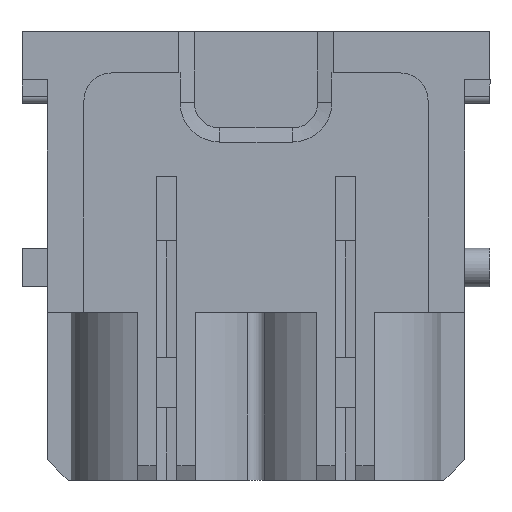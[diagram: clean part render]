
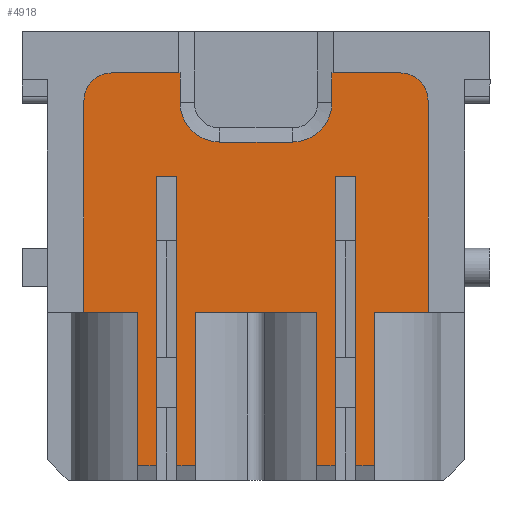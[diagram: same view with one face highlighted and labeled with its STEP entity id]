
A CAD part, left-side view. The second image highlights one B-rep face of the part: STEP entity #4918.
In plain terms, the highlighted planar face has unit normal (-1, 0, 0).
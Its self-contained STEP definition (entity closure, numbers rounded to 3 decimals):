
#2455=AXIS2_PLACEMENT_3D('Circle Axis2P3D',#2453,#2454,$) ;
#2503=AXIS2_PLACEMENT_3D('Circle Axis2P3D',#2501,#2502,$) ;
#2578=AXIS2_PLACEMENT_3D('Circle Axis2P3D',#2576,#2577,$) ;
#2630=AXIS2_PLACEMENT_3D('Circle Axis2P3D',#2628,#2629,$) ;
#4881=AXIS2_PLACEMENT_3D('Plane Axis2P3D',#4878,#4879,#4880) ;
#2417=CARTESIAN_POINT('Vertex',(0.02,22.521,27.466)) ;
#2431=CARTESIAN_POINT('Vertex',(0.02,22.521,29.6)) ;
#2434=CARTESIAN_POINT('Line Origine',(0.02,22.521,30.846)) ;
#2453=CARTESIAN_POINT('Axis2P3D Location',(0.02,19.634,27.466)) ;
#2457=CARTESIAN_POINT('Vertex',(0.02,19.634,24.579)) ;
#2481=CARTESIAN_POINT('Vertex',(0.02,14.366,24.579)) ;
#2484=CARTESIAN_POINT('Line Origine',(0.02,17.,24.579)) ;
#2501=CARTESIAN_POINT('Axis2P3D Location',(0.02,14.366,27.466)) ;
#2505=CARTESIAN_POINT('Vertex',(0.02,11.479,27.466)) ;
#2532=CARTESIAN_POINT('Line Origine',(0.02,11.479,28.533)) ;
#2536=CARTESIAN_POINT('Vertex',(0.02,11.479,29.6)) ;
#2559=CARTESIAN_POINT('Vertex',(0.02,4.5,27.6)) ;
#2573=CARTESIAN_POINT('Vertex',(0.02,6.5,29.6)) ;
#2576=CARTESIAN_POINT('Axis2P3D Location',(0.02,6.5,27.6)) ;
#2588=CARTESIAN_POINT('Line Origine',(0.02,8.99,29.6)) ;
#2611=CARTESIAN_POINT('Vertex',(0.02,27.5,29.6)) ;
#2625=CARTESIAN_POINT('Vertex',(0.02,29.5,27.6)) ;
#2628=CARTESIAN_POINT('Axis2P3D Location',(0.02,27.5,27.6)) ;
#2645=CARTESIAN_POINT('Line Origine',(0.02,25.01,29.6)) ;
#2662=CARTESIAN_POINT('Line Origine',(0.02,29.5,19.9)) ;
#2666=CARTESIAN_POINT('Vertex',(0.02,29.5,12.2)) ;
#2700=CARTESIAN_POINT('Line Origine',(0.02,4.5,19.9)) ;
#2704=CARTESIAN_POINT('Vertex',(0.02,4.5,12.2)) ;
#3833=CARTESIAN_POINT('Line Origine',(0.02,17.,12.2)) ;
#3837=CARTESIAN_POINT('Vertex',(0.02,12.6,12.2)) ;
#3839=CARTESIAN_POINT('Vertex',(0.02,21.4,12.2)) ;
#4026=CARTESIAN_POINT('Line Origine',(0.02,27.55,12.2)) ;
#4030=CARTESIAN_POINT('Vertex',(0.02,25.6,12.2)) ;
#4143=CARTESIAN_POINT('Line Origine',(0.02,6.45,12.2)) ;
#4147=CARTESIAN_POINT('Vertex',(0.02,8.4,12.2)) ;
#4186=CARTESIAN_POINT('Vertex',(0.02,24.25,22.1)) ;
#4193=CARTESIAN_POINT('Vertex',(0.02,22.75,22.1)) ;
#4196=CARTESIAN_POINT('Line Origine',(0.02,23.5,22.1)) ;
#4212=CARTESIAN_POINT('Vertex',(0.02,11.25,22.1)) ;
#4219=CARTESIAN_POINT('Vertex',(0.02,9.75,22.1)) ;
#4222=CARTESIAN_POINT('Line Origine',(0.02,10.5,22.1)) ;
#4544=CARTESIAN_POINT('Line Origine',(0.02,11.25,11.586)) ;
#4548=CARTESIAN_POINT('Vertex',(0.02,11.25,1.072)) ;
#4575=CARTESIAN_POINT('Line Origine',(0.02,12.6,6.636)) ;
#4579=CARTESIAN_POINT('Vertex',(0.02,12.6,1.072)) ;
#4612=CARTESIAN_POINT('Line Origine',(0.02,17.,1.072)) ;
#4633=CARTESIAN_POINT('Vertex',(0.02,9.75,1.072)) ;
#4638=CARTESIAN_POINT('Line Origine',(0.02,9.75,11.586)) ;
#4674=CARTESIAN_POINT('Line Origine',(0.02,8.4,6.636)) ;
#4678=CARTESIAN_POINT('Vertex',(0.02,8.4,1.072)) ;
#4704=CARTESIAN_POINT('Line Origine',(0.02,17.,1.072)) ;
#4728=CARTESIAN_POINT('Line Origine',(0.02,24.25,11.586)) ;
#4732=CARTESIAN_POINT('Vertex',(0.02,24.25,1.072)) ;
#4759=CARTESIAN_POINT('Line Origine',(0.02,25.6,6.636)) ;
#4763=CARTESIAN_POINT('Vertex',(0.02,25.6,1.072)) ;
#4796=CARTESIAN_POINT('Line Origine',(0.02,26.506,1.072)) ;
#4817=CARTESIAN_POINT('Vertex',(0.02,22.75,1.072)) ;
#4822=CARTESIAN_POINT('Line Origine',(0.02,22.75,11.586)) ;
#4858=CARTESIAN_POINT('Line Origine',(0.02,21.4,6.636)) ;
#4862=CARTESIAN_POINT('Vertex',(0.02,21.4,1.072)) ;
#4878=CARTESIAN_POINT('Axis2P3D Location',(0.02,17.,28.95)) ;
#4883=CARTESIAN_POINT('Line Origine',(0.02,22.075,1.072)) ;
#2435=DIRECTION('Vector Direction',(0.,0.,-1.)) ;
#2454=DIRECTION('Axis2P3D Direction',(-1.,0.,0.)) ;
#2485=DIRECTION('Vector Direction',(0.,-1.,0.)) ;
#2502=DIRECTION('Axis2P3D Direction',(-1.,0.,0.)) ;
#2533=DIRECTION('Vector Direction',(0.,0.,1.)) ;
#2577=DIRECTION('Axis2P3D Direction',(1.,0.,0.)) ;
#2589=DIRECTION('Vector Direction',(0.,1.,0.)) ;
#2629=DIRECTION('Axis2P3D Direction',(1.,0.,0.)) ;
#2646=DIRECTION('Vector Direction',(0.,1.,0.)) ;
#2663=DIRECTION('Vector Direction',(0.,0.,-1.)) ;
#2701=DIRECTION('Vector Direction',(0.,0.,1.)) ;
#3834=DIRECTION('Vector Direction',(0.,1.,0.)) ;
#4027=DIRECTION('Vector Direction',(0.,1.,0.)) ;
#4144=DIRECTION('Vector Direction',(0.,1.,0.)) ;
#4197=DIRECTION('Vector Direction',(0.,1.,0.)) ;
#4223=DIRECTION('Vector Direction',(0.,1.,0.)) ;
#4545=DIRECTION('Vector Direction',(0.,0.,1.)) ;
#4576=DIRECTION('Vector Direction',(0.,0.,1.)) ;
#4613=DIRECTION('Vector Direction',(0.,-1.,0.)) ;
#4639=DIRECTION('Vector Direction',(0.,0.,1.)) ;
#4675=DIRECTION('Vector Direction',(0.,0.,1.)) ;
#4705=DIRECTION('Vector Direction',(0.,-1.,0.)) ;
#4729=DIRECTION('Vector Direction',(0.,0.,1.)) ;
#4760=DIRECTION('Vector Direction',(0.,0.,1.)) ;
#4797=DIRECTION('Vector Direction',(0.,-1.,0.)) ;
#4823=DIRECTION('Vector Direction',(0.,0.,1.)) ;
#4859=DIRECTION('Vector Direction',(0.,0.,1.)) ;
#4879=DIRECTION('Axis2P3D Direction',(1.,0.,0.)) ;
#4880=DIRECTION('Axis2P3D XDirection',(0.,1.,0.)) ;
#4884=DIRECTION('Vector Direction',(0.,-1.,0.)) ;
#2436=VECTOR('Line Direction',#2435,1.) ;
#2486=VECTOR('Line Direction',#2485,1.) ;
#2534=VECTOR('Line Direction',#2533,1.) ;
#2590=VECTOR('Line Direction',#2589,1.) ;
#2647=VECTOR('Line Direction',#2646,1.) ;
#2664=VECTOR('Line Direction',#2663,1.) ;
#2702=VECTOR('Line Direction',#2701,1.) ;
#3835=VECTOR('Line Direction',#3834,1.) ;
#4028=VECTOR('Line Direction',#4027,1.) ;
#4145=VECTOR('Line Direction',#4144,1.) ;
#4198=VECTOR('Line Direction',#4197,1.) ;
#4224=VECTOR('Line Direction',#4223,1.) ;
#4546=VECTOR('Line Direction',#4545,1.) ;
#4577=VECTOR('Line Direction',#4576,1.) ;
#4614=VECTOR('Line Direction',#4613,1.) ;
#4640=VECTOR('Line Direction',#4639,1.) ;
#4676=VECTOR('Line Direction',#4675,1.) ;
#4706=VECTOR('Line Direction',#4705,1.) ;
#4730=VECTOR('Line Direction',#4729,1.) ;
#4761=VECTOR('Line Direction',#4760,1.) ;
#4798=VECTOR('Line Direction',#4797,1.) ;
#4824=VECTOR('Line Direction',#4823,1.) ;
#4860=VECTOR('Line Direction',#4859,1.) ;
#4885=VECTOR('Line Direction',#4884,1.) ;
#4889=ORIENTED_EDGE('',*,*,#4887,.F.) ;
#4890=ORIENTED_EDGE('',*,*,#4864,.T.) ;
#4891=ORIENTED_EDGE('',*,*,#3841,.F.) ;
#4892=ORIENTED_EDGE('',*,*,#4581,.F.) ;
#4893=ORIENTED_EDGE('',*,*,#4616,.F.) ;
#4894=ORIENTED_EDGE('',*,*,#4550,.T.) ;
#4895=ORIENTED_EDGE('',*,*,#4226,.F.) ;
#4896=ORIENTED_EDGE('',*,*,#4642,.F.) ;
#4897=ORIENTED_EDGE('',*,*,#4708,.F.) ;
#4898=ORIENTED_EDGE('',*,*,#4680,.T.) ;
#4899=ORIENTED_EDGE('',*,*,#4149,.F.) ;
#4900=ORIENTED_EDGE('',*,*,#2706,.T.) ;
#4901=ORIENTED_EDGE('',*,*,#2580,.T.) ;
#4902=ORIENTED_EDGE('',*,*,#2592,.T.) ;
#4903=ORIENTED_EDGE('',*,*,#2538,.F.) ;
#4904=ORIENTED_EDGE('',*,*,#2507,.T.) ;
#4905=ORIENTED_EDGE('',*,*,#2488,.F.) ;
#4906=ORIENTED_EDGE('',*,*,#2459,.T.) ;
#4907=ORIENTED_EDGE('',*,*,#2438,.T.) ;
#4908=ORIENTED_EDGE('',*,*,#2649,.T.) ;
#4909=ORIENTED_EDGE('',*,*,#2632,.T.) ;
#4910=ORIENTED_EDGE('',*,*,#2668,.T.) ;
#4911=ORIENTED_EDGE('',*,*,#4032,.F.) ;
#4912=ORIENTED_EDGE('',*,*,#4765,.F.) ;
#4913=ORIENTED_EDGE('',*,*,#4800,.F.) ;
#4914=ORIENTED_EDGE('',*,*,#4734,.T.) ;
#4915=ORIENTED_EDGE('',*,*,#4200,.F.) ;
#4916=ORIENTED_EDGE('',*,*,#4826,.F.) ;
#4918=ADVANCED_FACE('F1-0',(#4917),#4882,.F.) ;
#2456=CIRCLE('generated circle',#2455,2.887) ;
#2504=CIRCLE('generated circle',#2503,2.887) ;
#2579=CIRCLE('generated circle',#2578,2.) ;
#2631=CIRCLE('generated circle',#2630,2.) ;
#2438=EDGE_CURVE('',#2418,#2432,#2437,.F.) ;
#2459=EDGE_CURVE('',#2458,#2418,#2456,.F.) ;
#2488=EDGE_CURVE('',#2458,#2482,#2487,.T.) ;
#2507=EDGE_CURVE('',#2506,#2482,#2504,.F.) ;
#2538=EDGE_CURVE('',#2506,#2537,#2535,.T.) ;
#2580=EDGE_CURVE('',#2560,#2574,#2579,.F.) ;
#2592=EDGE_CURVE('',#2574,#2537,#2591,.T.) ;
#2632=EDGE_CURVE('',#2612,#2626,#2631,.F.) ;
#2649=EDGE_CURVE('',#2432,#2612,#2648,.T.) ;
#2668=EDGE_CURVE('',#2626,#2667,#2665,.T.) ;
#2706=EDGE_CURVE('',#2705,#2560,#2703,.T.) ;
#3841=EDGE_CURVE('',#3838,#3840,#3836,.T.) ;
#4032=EDGE_CURVE('',#4031,#2667,#4029,.T.) ;
#4149=EDGE_CURVE('',#2705,#4148,#4146,.T.) ;
#4200=EDGE_CURVE('',#4194,#4187,#4199,.T.) ;
#4226=EDGE_CURVE('',#4220,#4213,#4225,.T.) ;
#4550=EDGE_CURVE('',#4549,#4213,#4547,.T.) ;
#4581=EDGE_CURVE('',#4580,#3838,#4578,.T.) ;
#4616=EDGE_CURVE('',#4549,#4580,#4615,.F.) ;
#4642=EDGE_CURVE('',#4634,#4220,#4641,.T.) ;
#4680=EDGE_CURVE('',#4679,#4148,#4677,.T.) ;
#4708=EDGE_CURVE('',#4679,#4634,#4707,.F.) ;
#4734=EDGE_CURVE('',#4733,#4187,#4731,.T.) ;
#4765=EDGE_CURVE('',#4764,#4031,#4762,.T.) ;
#4800=EDGE_CURVE('',#4733,#4764,#4799,.F.) ;
#4826=EDGE_CURVE('',#4818,#4194,#4825,.T.) ;
#4864=EDGE_CURVE('',#4863,#3840,#4861,.T.) ;
#4887=EDGE_CURVE('',#4863,#4818,#4886,.F.) ;
#4888=EDGE_LOOP('',(#4889,#4890,#4891,#4892,#4893,#4894,#4895,#4896,#4897,#4898,#4899,#4900,#4901,#4902,#4903,#4904,#4905,#4906,#4907,#4908,#4909,#4910,#4911,#4912,#4913,#4914,#4915,#4916)) ;
#4917=FACE_OUTER_BOUND('',#4888,.T.) ;
#2437=LINE('Line',#2434,#2436) ;
#2487=LINE('Line',#2484,#2486) ;
#2535=LINE('Line',#2532,#2534) ;
#2591=LINE('Line',#2588,#2590) ;
#2648=LINE('Line',#2645,#2647) ;
#2665=LINE('Line',#2662,#2664) ;
#2703=LINE('Line',#2700,#2702) ;
#3836=LINE('Line',#3833,#3835) ;
#4029=LINE('Line',#4026,#4028) ;
#4146=LINE('Line',#4143,#4145) ;
#4199=LINE('Line',#4196,#4198) ;
#4225=LINE('Line',#4222,#4224) ;
#4547=LINE('Line',#4544,#4546) ;
#4578=LINE('Line',#4575,#4577) ;
#4615=LINE('Line',#4612,#4614) ;
#4641=LINE('Line',#4638,#4640) ;
#4677=LINE('Line',#4674,#4676) ;
#4707=LINE('Line',#4704,#4706) ;
#4731=LINE('Line',#4728,#4730) ;
#4762=LINE('Line',#4759,#4761) ;
#4799=LINE('Line',#4796,#4798) ;
#4825=LINE('Line',#4822,#4824) ;
#4861=LINE('Line',#4858,#4860) ;
#4886=LINE('Line',#4883,#4885) ;
#4882=PLANE('',#4881) ;
#2418=VERTEX_POINT('',#2417) ;
#2432=VERTEX_POINT('',#2431) ;
#2458=VERTEX_POINT('',#2457) ;
#2482=VERTEX_POINT('',#2481) ;
#2506=VERTEX_POINT('',#2505) ;
#2537=VERTEX_POINT('',#2536) ;
#2560=VERTEX_POINT('',#2559) ;
#2574=VERTEX_POINT('',#2573) ;
#2612=VERTEX_POINT('',#2611) ;
#2626=VERTEX_POINT('',#2625) ;
#2667=VERTEX_POINT('',#2666) ;
#2705=VERTEX_POINT('',#2704) ;
#3838=VERTEX_POINT('',#3837) ;
#3840=VERTEX_POINT('',#3839) ;
#4031=VERTEX_POINT('',#4030) ;
#4148=VERTEX_POINT('',#4147) ;
#4187=VERTEX_POINT('',#4186) ;
#4194=VERTEX_POINT('',#4193) ;
#4213=VERTEX_POINT('',#4212) ;
#4220=VERTEX_POINT('',#4219) ;
#4549=VERTEX_POINT('',#4548) ;
#4580=VERTEX_POINT('',#4579) ;
#4634=VERTEX_POINT('',#4633) ;
#4679=VERTEX_POINT('',#4678) ;
#4733=VERTEX_POINT('',#4732) ;
#4764=VERTEX_POINT('',#4763) ;
#4818=VERTEX_POINT('',#4817) ;
#4863=VERTEX_POINT('',#4862) ;
